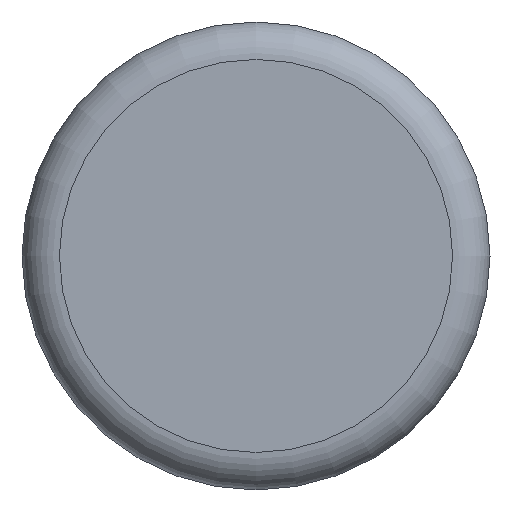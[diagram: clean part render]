
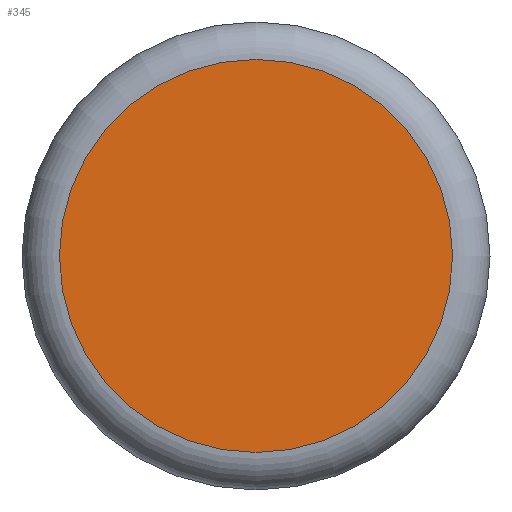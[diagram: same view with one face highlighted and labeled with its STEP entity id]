
A CAD part, top view. The second image highlights one B-rep face of the part: STEP entity #345.
In plain terms, the highlighted planar face has unit normal (0, 0, 1).
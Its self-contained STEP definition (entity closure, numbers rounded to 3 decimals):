
#345 = ADVANCED_FACE( '', ( #739 ), #740, .F. );
#739 = FACE_OUTER_BOUND( '', #1247, .T. );
#740 = PLANE( '', #1248 );
#1247 = EDGE_LOOP( '', ( #2585 ) );
#1248 = AXIS2_PLACEMENT_3D( '', #2586, #2587, #2588 );
#2585 = ORIENTED_EDGE( '', *, *, #2830, .F. );
#2586 = CARTESIAN_POINT( '', ( 0., 0., 90.1 ) );
#2587 = DIRECTION( '', ( 0., 0., -1. ) );
#2588 = DIRECTION( '', ( 0., 1., 0. ) );
#2830 = EDGE_CURVE( '', #3269, #3269, #3270, .T. );
#3269 = VERTEX_POINT( '', #4171 );
#3270 = CIRCLE( '', #4172, 10.489 );
#4171 = CARTESIAN_POINT( '', ( 0., 10.489, 90.1 ) );
#4172 = AXIS2_PLACEMENT_3D( '', #4904, #4905, #4906 );
#4904 = CARTESIAN_POINT( '', ( 0., 0., 90.1 ) );
#4905 = DIRECTION( '', ( 0., 0., -1. ) );
#4906 = DIRECTION( '', ( 0., 1., 0. ) );
